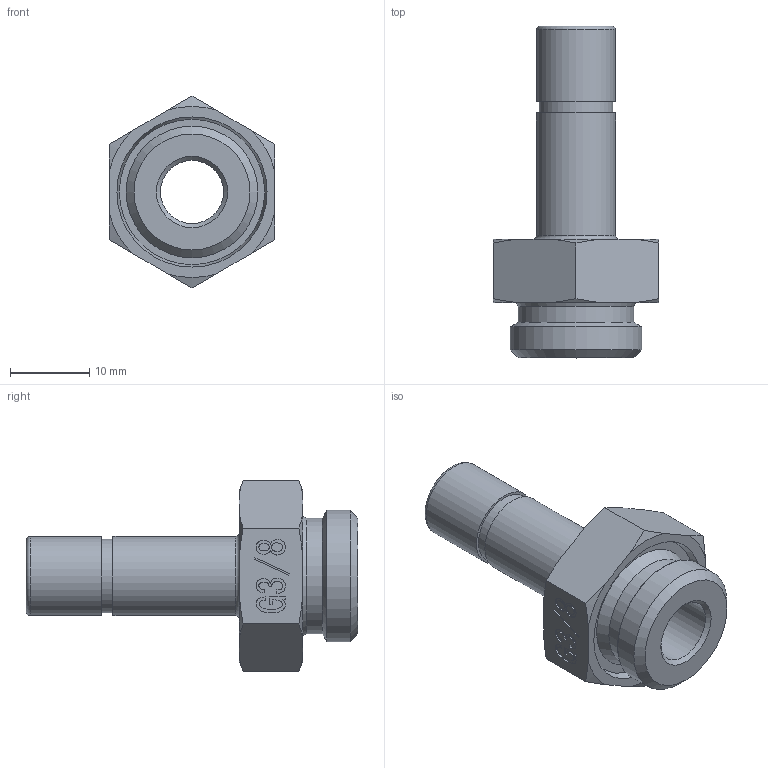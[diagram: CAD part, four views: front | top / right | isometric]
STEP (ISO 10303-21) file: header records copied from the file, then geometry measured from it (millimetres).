
FILE_DESCRIPTION((''),'2;1');
FILE_NAME('F-PCJ BODY 10G03.stp','2020-11-23T08:31:20',('Administrator'),(''),'Autodesk Inventor 2013','Autodesk Inventor 2013','');
FILE_SCHEMA(('CONFIG_CONTROL_DESIGN'));
Length unit declared in the file: millimetre
Products named in the file (1): F-PCJ BODY 10G03
Bounding box: 21 x 42 x 24.25 mm (x, y, z)
Volume: 4309.7 mm3; surface area: 3617.7 mm2
Topology: 1 solids, 1 shells, 145 faces, 376 edges, 249 vertices
Faces by surface type: bspline 74, plane 43, cone 17, cylinder 9, torus 2
Full cylindrical faces by diameter (mm): 3.35 x1, 8 x1, 9.3 x1, 10 x2, 14.6 x1, 16.662 x1
Entity records: 4477 total; most frequent: CARTESIAN_POINT 1492, ORIENTED_EDGE 720, DIRECTION 382, EDGE_CURVE 360, VERTEX_POINT 248, EDGE_LOOP 178, VECTOR 150, LINE 150
